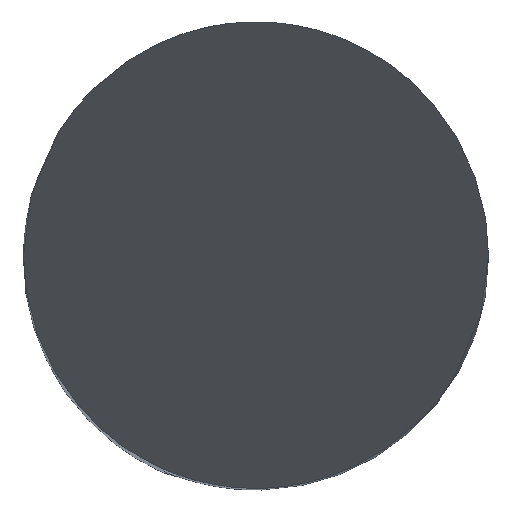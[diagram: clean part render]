
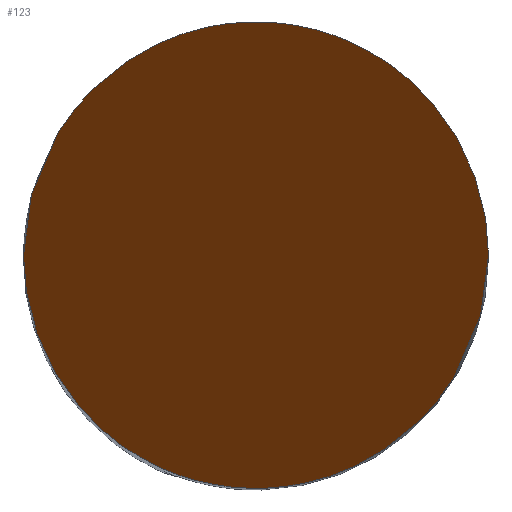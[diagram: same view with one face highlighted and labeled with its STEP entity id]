
A CAD part, top view. The second image highlights one B-rep face of the part: STEP entity #123.
In plain terms, the highlighted planar face has unit normal (0, -0.866, 0.5).
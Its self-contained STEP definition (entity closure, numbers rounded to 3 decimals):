
#123=ADVANCED_FACE('',(#164),#151,.F.);
#151=PLANE('',#545);
#164=FACE_OUTER_BOUND('',#192,.T.);
#192=EDGE_LOOP('',(#220,#221));
#220=ORIENTED_EDGE('',*,*,#406,.F.);
#221=ORIENTED_EDGE('',*,*,#407,.F.);
#360=VERTEX_POINT('',#709);
#361=VERTEX_POINT('',#710);
#406=EDGE_CURVE('',#360,#361,#476,.T.);
#407=EDGE_CURVE('',#361,#360,#477,.T.);
#476=(
BOUNDED_CURVE()
B_SPLINE_CURVE(3,(#705,#706,#707,#708),.UNSPECIFIED.,.F.,.F.)
B_SPLINE_CURVE_WITH_KNOTS((4,4),(0.,1.),.UNSPECIFIED.)
CURVE()
GEOMETRIC_REPRESENTATION_ITEM()
RATIONAL_B_SPLINE_CURVE((1.,0.333,0.333,1.))
REPRESENTATION_ITEM('')
);
#477=(
BOUNDED_CURVE()
B_SPLINE_CURVE(3,(#711,#712,#713,#714),.UNSPECIFIED.,.F.,.F.)
B_SPLINE_CURVE_WITH_KNOTS((4,4),(0.,1.),.UNSPECIFIED.)
CURVE()
GEOMETRIC_REPRESENTATION_ITEM()
RATIONAL_B_SPLINE_CURVE((1.,0.333,0.333,1.))
REPRESENTATION_ITEM('')
);
#545=AXIS2_PLACEMENT_3D('',#715,#587,#588);
#587=DIRECTION('',(0.,0.866,-0.5));
#588=DIRECTION('',(0.,-0.5,-0.866));
#705=CARTESIAN_POINT('',(3.5,0.,0.));
#706=CARTESIAN_POINT('',(3.5,-7.,-12.124));
#707=CARTESIAN_POINT('',(-3.5,-7.,-12.124));
#708=CARTESIAN_POINT('',(-3.5,0.,0.));
#709=CARTESIAN_POINT('',(3.5,0.,0.));
#710=CARTESIAN_POINT('',(-3.5,0.,0.));
#711=CARTESIAN_POINT('',(-3.5,0.,0.));
#712=CARTESIAN_POINT('',(-3.5,7.,12.124));
#713=CARTESIAN_POINT('',(3.5,7.,12.124));
#714=CARTESIAN_POINT('',(3.5,0.,0.));
#715=CARTESIAN_POINT('',(-3.5,-3.5,-6.062));
